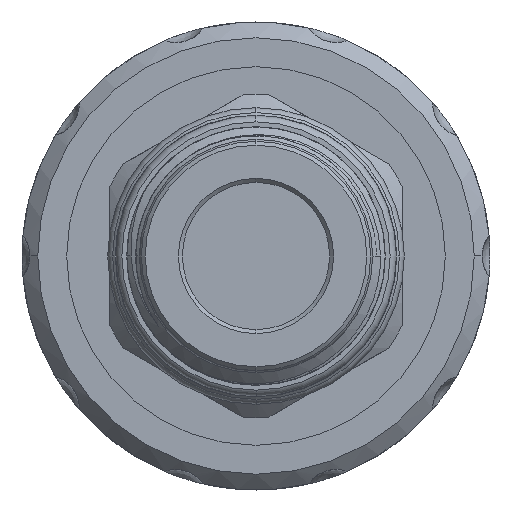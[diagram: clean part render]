
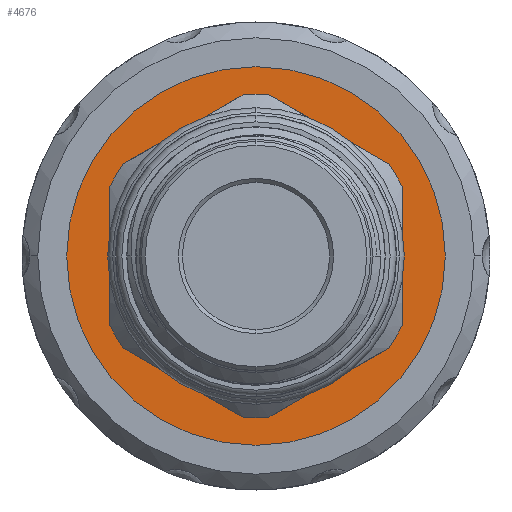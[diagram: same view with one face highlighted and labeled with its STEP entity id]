
A CAD part, left-side view. The second image highlights one B-rep face of the part: STEP entity #4676.
In plain terms, the highlighted planar face has unit normal (-1, 0, 0).
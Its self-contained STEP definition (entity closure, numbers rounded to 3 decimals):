
#518 = FACE_OUTER_BOUND ( 'NONE', #6780, .T. ) ;
#542 = CARTESIAN_POINT ( 'NONE',  ( 0., 0., -14.4 ) ) ;
#1411 = EDGE_CURVE ( 'NONE', #4461, #7900, #11052, .T. ) ;
#1778 = DIRECTION ( 'NONE',  ( 0., 0., 1. ) ) ;
#1982 = DIRECTION ( 'NONE',  ( -1., 0., 0. ) ) ;
#2170 = ORIENTED_EDGE ( 'NONE', *, *, #8858, .T. ) ;
#2207 = DIRECTION ( 'NONE',  ( 0., -1., 0. ) ) ;
#2236 = CARTESIAN_POINT ( 'NONE',  ( 0., 11.11, 0. ) ) ;
#2552 = DIRECTION ( 'NONE',  ( 1., 0., 0. ) ) ;
#2842 = ORIENTED_EDGE ( 'NONE', *, *, #4747, .T. ) ;
#2856 = PLANE ( 'NONE',  #14108 ) ;
#2871 = CIRCLE ( 'NONE', #10825, 14.4 ) ;
#3094 = DIRECTION ( 'NONE',  ( 1., 0., 0. ) ) ;
#3378 = EDGE_CURVE ( 'NONE', #7900, #13415, #4026, .T. ) ;
#3504 = AXIS2_PLACEMENT_3D ( 'NONE', #8479, #5986, #2207 ) ;
#3854 = EDGE_CURVE ( 'NONE', #10136, #9698, #14246, .T. ) ;
#4026 = CIRCLE ( 'NONE', #9969, 11.11 ) ;
#4242 = CARTESIAN_POINT ( 'NONE',  ( 0., 0., 0. ) ) ;
#4461 = VERTEX_POINT ( 'NONE', #7410 ) ;
#4676 = ADVANCED_FACE ( 'NONE', ( #9995, #518 ), #2856, .T. ) ;
#4747 = EDGE_CURVE ( 'NONE', #15469, #15915, #4771, .T. ) ;
#4771 = CIRCLE ( 'NONE', #10796, 11.11 ) ;
#5598 = CIRCLE ( 'NONE', #13724, 11.11 ) ;
#5749 = ORIENTED_EDGE ( 'NONE', *, *, #3378, .T. ) ;
#5986 = DIRECTION ( 'NONE',  ( 1., 0., 0. ) ) ;
#6036 = ORIENTED_EDGE ( 'NONE', *, *, #15610, .T. ) ;
#6117 = CIRCLE ( 'NONE', #7205, 11.11 ) ;
#6225 = CIRCLE ( 'NONE', #11226, 11.11 ) ;
#6392 = DIRECTION ( 'NONE',  ( 1., 0., 0. ) ) ;
#6424 = ORIENTED_EDGE ( 'NONE', *, *, #11109, .T. ) ;
#6780 = EDGE_LOOP ( 'NONE', ( #2170, #13396 ) ) ;
#7015 = DIRECTION ( 'NONE',  ( 1., 0., 0. ) ) ;
#7205 = AXIS2_PLACEMENT_3D ( 'NONE', #7412, #2552, #12442 ) ;
#7410 = CARTESIAN_POINT ( 'NONE',  ( 0., -11.11, 0. ) ) ;
#7412 = CARTESIAN_POINT ( 'NONE',  ( 0., 0., 0. ) ) ;
#7739 = EDGE_CURVE ( 'NONE', #15915, #10666, #5598, .T. ) ;
#7900 = VERTEX_POINT ( 'NONE', #11407 ) ;
#8271 = CARTESIAN_POINT ( 'NONE',  ( 0., 5.555, 9.622 ) ) ;
#8333 = DIRECTION ( 'NONE',  ( -1., 0., 0. ) ) ;
#8369 = ORIENTED_EDGE ( 'NONE', *, *, #1411, .T. ) ;
#8479 = CARTESIAN_POINT ( 'NONE',  ( 0., 0., 0. ) ) ;
#8831 = CARTESIAN_POINT ( 'NONE',  ( 0., 0., 0. ) ) ;
#8858 = EDGE_CURVE ( 'NONE', #9698, #10136, #2871, .T. ) ;
#8944 = CARTESIAN_POINT ( 'NONE',  ( 0., 0., 0. ) ) ;
#9040 = ORIENTED_EDGE ( 'NONE', *, *, #7739, .T. ) ;
#9698 = VERTEX_POINT ( 'NONE', #542 ) ;
#9758 = CARTESIAN_POINT ( 'NONE',  ( 0., 0., 0. ) ) ;
#9969 = AXIS2_PLACEMENT_3D ( 'NONE', #8831, #6392, #15038 ) ;
#9995 = FACE_BOUND ( 'NONE', #10055, .T. ) ;
#10055 = EDGE_LOOP ( 'NONE', ( #8369, #5749, #6036, #2842, #9040, #6424 ) ) ;
#10096 = AXIS2_PLACEMENT_3D ( 'NONE', #15715, #8333, #13301 ) ;
#10136 = VERTEX_POINT ( 'NONE', #15275 ) ;
#10540 = CARTESIAN_POINT ( 'NONE',  ( 0., 5.555, -9.622 ) ) ;
#10666 = VERTEX_POINT ( 'NONE', #11255 ) ;
#10796 = AXIS2_PLACEMENT_3D ( 'NONE', #9758, #12307, #10962 ) ;
#10825 = AXIS2_PLACEMENT_3D ( 'NONE', #4242, #11757, #15428 ) ;
#10962 = DIRECTION ( 'NONE',  ( 0., -1., 0. ) ) ;
#11052 = CIRCLE ( 'NONE', #3504, 11.11 ) ;
#11109 = EDGE_CURVE ( 'NONE', #10666, #4461, #6117, .T. ) ;
#11226 = AXIS2_PLACEMENT_3D ( 'NONE', #8944, #3094, #12617 ) ;
#11255 = CARTESIAN_POINT ( 'NONE',  ( 0., -5.555, 9.622 ) ) ;
#11407 = CARTESIAN_POINT ( 'NONE',  ( 0., -5.555, -9.622 ) ) ;
#11757 = DIRECTION ( 'NONE',  ( -1., 0., 0. ) ) ;
#11890 = DIRECTION ( 'NONE',  ( 0., -1., 0. ) ) ;
#12307 = DIRECTION ( 'NONE',  ( 1., 0., 0. ) ) ;
#12442 = DIRECTION ( 'NONE',  ( 0., -1., 0. ) ) ;
#12617 = DIRECTION ( 'NONE',  ( 0., -1., 0. ) ) ;
#12960 = CARTESIAN_POINT ( 'NONE',  ( 0., 0., 0. ) ) ;
#13301 = DIRECTION ( 'NONE',  ( 0., 0., 1. ) ) ;
#13396 = ORIENTED_EDGE ( 'NONE', *, *, #3854, .T. ) ;
#13415 = VERTEX_POINT ( 'NONE', #10540 ) ;
#13724 = AXIS2_PLACEMENT_3D ( 'NONE', #14262, #7015, #11890 ) ;
#14108 = AXIS2_PLACEMENT_3D ( 'NONE', #12960, #1982, #1778 ) ;
#14246 = CIRCLE ( 'NONE', #10096, 14.4 ) ;
#14262 = CARTESIAN_POINT ( 'NONE',  ( 0., 0., 0. ) ) ;
#15038 = DIRECTION ( 'NONE',  ( 0., -1., 0. ) ) ;
#15275 = CARTESIAN_POINT ( 'NONE',  ( 0., 0., 14.4 ) ) ;
#15428 = DIRECTION ( 'NONE',  ( 0., 0., 1. ) ) ;
#15469 = VERTEX_POINT ( 'NONE', #2236 ) ;
#15610 = EDGE_CURVE ( 'NONE', #13415, #15469, #6225, .T. ) ;
#15715 = CARTESIAN_POINT ( 'NONE',  ( 0., 0., 0. ) ) ;
#15915 = VERTEX_POINT ( 'NONE', #8271 ) ;
